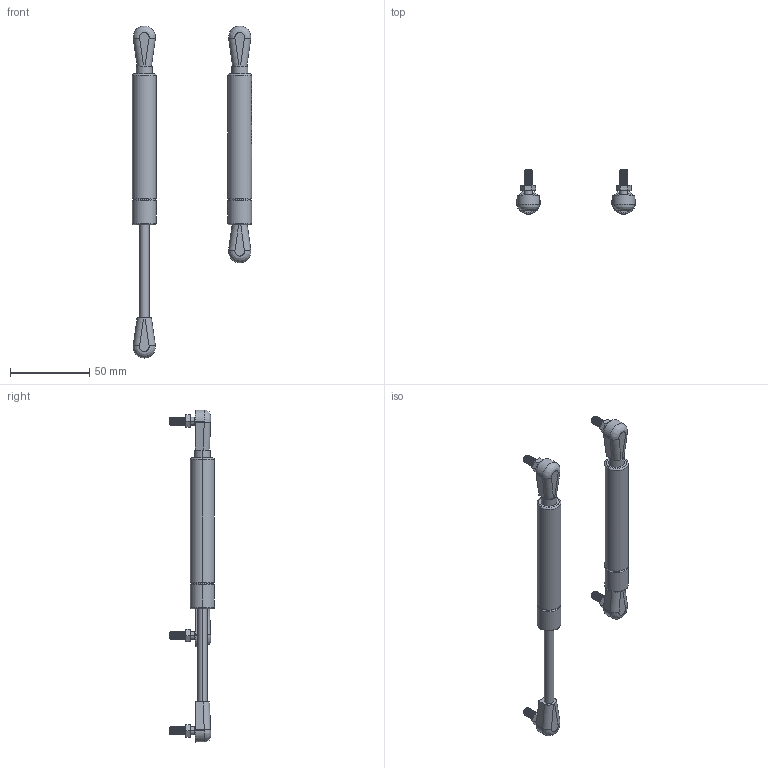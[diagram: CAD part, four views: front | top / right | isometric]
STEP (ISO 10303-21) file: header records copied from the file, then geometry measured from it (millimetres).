
FILE_DESCRIPTION (( 'STEP AP214' ), '1' );
FILE_NAME ('01850-Gas Strut Adjustable Pressure Black 195mm.STEP', '2019-05-14T03:32:54', ( '' ), ( '' ), 'SwSTEP 2.0', 'SolidWorks 2018', '' );
FILE_SCHEMA (( 'AUTOMOTIVE_DESIGN' ));
Length unit declared in the file: millimetre
Products named in the file (6): Plastic Ball Joint Outer 1850; Plastic Ball Joint 1850; Black Gas Strut Body_1850; 01850-Gas Strut Adjustable Pressure Black 195mm; Black Gas Strut Rod_1850; Plastic Ball Joint Inner 1850_1850
Assembly tree (10 placements, depth 3):
  01850-Gas Strut Adjustable Pressure Black 195mm
    Black Gas Strut Body_1850  x2
    Black Gas Strut Rod_1850  x2
    Plastic Ball Joint 1850  x4
      Plastic Ball Joint Outer 1850
      Plastic Ball Joint Inner 1850_1850
Bounding box: 75.08 x 28 x 209 mm (x, y, z)
Volume: 44154.1 mm3; surface area: 25649.7 mm2
Topology: 16 solids, 16 shells, 896 faces, 2454 edges, 1612 vertices
Faces by surface type: bspline 344, cylinder 250, plane 230, torus 32, cone 24, sphere 16
Entity records: 32756 total; most frequent: CARTESIAN_POINT 24122, ORIENTED_EDGE 2080, EDGE_CURVE 1040, DIRECTION 1022, VERTEX_POINT 687, B_SPLINE_CURVE_WITH_KNOTS 576, EDGE_LOOP 403, AXIS2_PLACEMENT_3D 386
